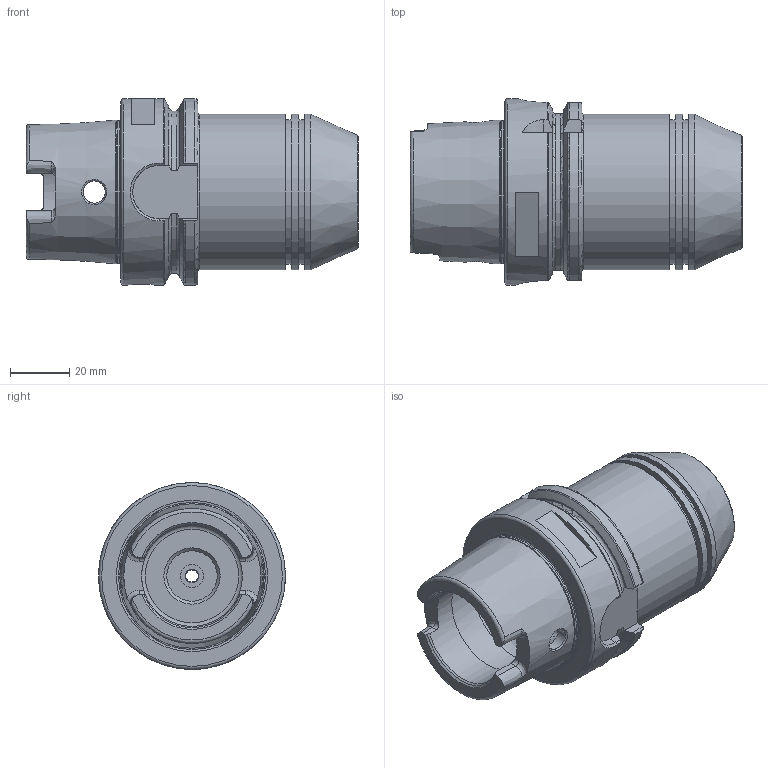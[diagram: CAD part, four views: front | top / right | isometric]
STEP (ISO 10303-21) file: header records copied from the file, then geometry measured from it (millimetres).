
FILE_DESCRIPTION(/* description */ (''),/* implementation_level */ '2;1');
FILE_NAME(/* name */ 'HSK063A-HC075-0315.step',/* time_stamp */ '2021-08-16T13:55:41-05:00',/* author */ (''),/* organization */ (''),/* preprocessor_version */ 'ST-DEVELOPER v18.1',/* originating_system */ 'Autodesk Translation Framework v10.9.0.1377',/* authorisation */ '');
FILE_SCHEMA (('AUTOMOTIVE_DESIGN { 1 0 10303 214 3 1 1 }'));
Length unit declared in the file: millimetre
Products named in the file (2): HSK063A-HC075-0315; SCW-HC-M8-C
Assembly tree (1 placements, depth 2):
  HSK063A-HC075-0315
    SCW-HC-M8-C
Bounding box: 112 x 63 x 63 mm (x, y, z)
Volume: 172984 mm3; surface area: 34991.6 mm2
Topology: 2 solids, 2 shells, 165 faces, 417 edges, 274 vertices
Faces by surface type: plane 74, cylinder 35, torus 25, cone 18, bspline 13
Full cylindrical faces by diameter (mm): 4.5 x1, 6.5 x1, 6.779 x1, 7.5 x2, 7.866 x1, 8 x1, 10 x1, 14 x1, 17 x1, 19 x1, 19.05 x1, 20 x1, 34 x2, 40 x1, 48.241 x1, 48.65 x2, 52.5 x3, 63 x1
Entity records: 6475 total; most frequent: CARTESIAN_POINT 2597, ORIENTED_EDGE 834, DIRECTION 747, EDGE_CURVE 417, AXIS2_PLACEMENT_3D 306, VERTEX_POINT 274, EDGE_LOOP 191, FACE_OUTER_BOUND 165
